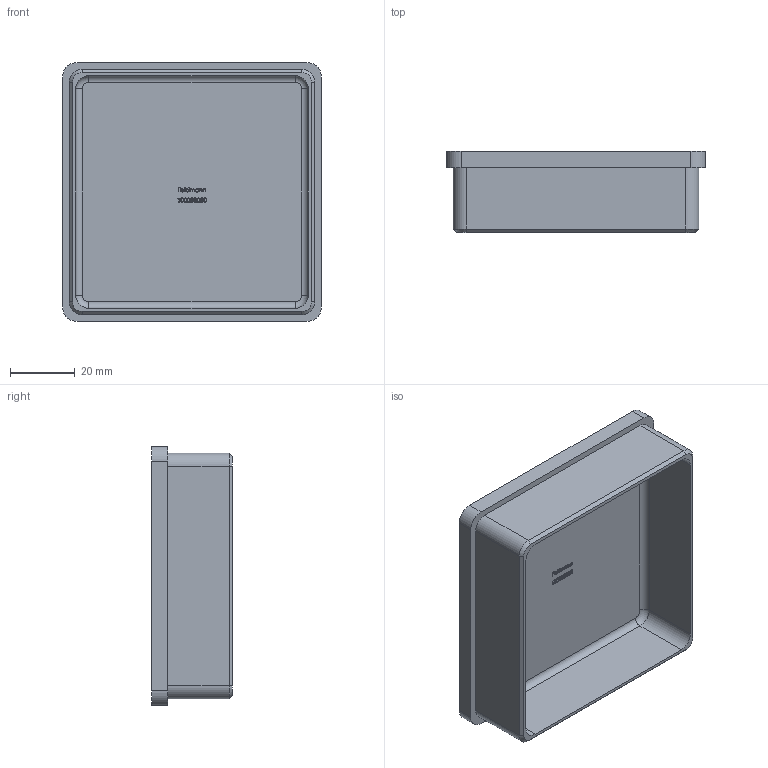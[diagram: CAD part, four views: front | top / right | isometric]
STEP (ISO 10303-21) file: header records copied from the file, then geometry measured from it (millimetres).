
FILE_DESCRIPTION (( 'STEP AP203' ), '1' );
FILE_NAME ('100038080.STEP', '2018-12-20T10:51:11', ( '' ), ( '' ), 'SwSTEP 2.0', 'SolidWorks 2015', '' );
FILE_SCHEMA (( 'CONFIG_CONTROL_DESIGN' ));
Length unit declared in the file: millimetre
Products named in the file (1): 100038080
Bounding box: 80 x 25 x 80 mm (x, y, z)
Volume: 43811.6 mm3; surface area: 25453.1 mm2
Topology: 1 solids, 1 shells, 277 faces, 716 edges, 472 vertices
Faces by surface type: bspline 141, plane 112, cylinder 16, cone 4, torus 4
Entity records: 16833 total; most frequent: CARTESIAN_POINT 10927, ORIENTED_EDGE 1432, DIRECTION 748, EDGE_CURVE 716, VERTEX_POINT 472, VECTOR 394, LINE 394, EDGE_LOOP 308
